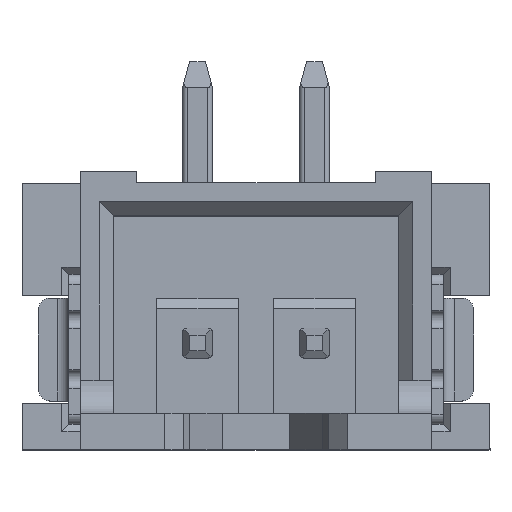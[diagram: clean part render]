
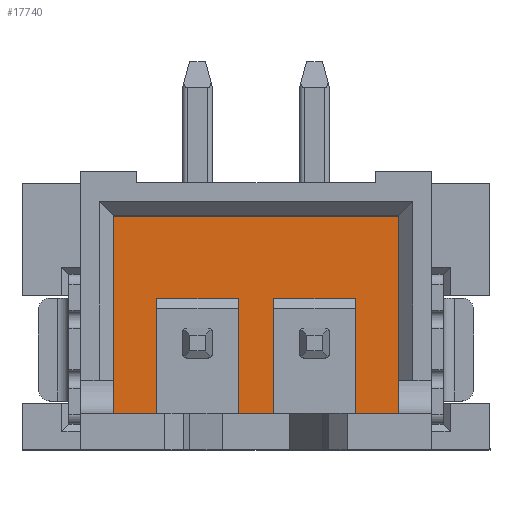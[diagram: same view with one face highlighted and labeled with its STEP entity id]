
A CAD part, top view. The second image highlights one B-rep face of the part: STEP entity #17740.
In plain terms, the highlighted planar face has unit normal (0, 0, 1).
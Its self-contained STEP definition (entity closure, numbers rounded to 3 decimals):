
#737 = CARTESIAN_POINT ( 'NONE',  ( -2.125, 0.255, 3. ) ) ;
#807 = EDGE_CURVE ( 'NONE', #11223, #3475, #10562, .T. ) ;
#890 = VERTEX_POINT ( 'NONE', #2605 ) ;
#1149 = CARTESIAN_POINT ( 'NONE',  ( -3.05, 2.025, 3. ) ) ;
#1173 = EDGE_LOOP ( 'NONE', ( #4481, #11714, #11448, #8994, #9846, #10576, #6209, #7357, #9389, #11249, #15451, #19202 ) ) ;
#1274 = VERTEX_POINT ( 'NONE', #9093 ) ;
#1788 = DIRECTION ( 'NONE',  ( 0., 1., 0. ) ) ;
#1860 = LINE ( 'NONE', #3675, #21105 ) ;
#2147 = LINE ( 'NONE', #3864, #18411 ) ;
#2208 = DIRECTION ( 'NONE',  ( 1., 0., 0. ) ) ;
#2321 = FACE_OUTER_BOUND ( 'NONE', #1173, .T. ) ;
#2605 = CARTESIAN_POINT ( 'NONE',  ( 3.05, -2.195, 3. ) ) ;
#2630 = LINE ( 'NONE', #20383, #5541 ) ;
#2716 = LINE ( 'NONE', #9236, #5694 ) ;
#2776 = EDGE_CURVE ( 'NONE', #11223, #19891, #1860, .T. ) ;
#3475 = VERTEX_POINT ( 'NONE', #16227 ) ;
#3506 = DIRECTION ( 'NONE',  ( 0., -1., 0. ) ) ;
#3646 = VECTOR ( 'NONE', #14310, 1000. ) ;
#3675 = CARTESIAN_POINT ( 'NONE',  ( -0.375, 0.255, 3. ) ) ;
#3747 = LINE ( 'NONE', #737, #12780 ) ;
#3864 = CARTESIAN_POINT ( 'NONE',  ( -2.125, 0.255, 3. ) ) ;
#3921 = DIRECTION ( 'NONE',  ( 0., 0., 1. ) ) ;
#4481 = ORIENTED_EDGE ( 'NONE', *, *, #807, .T. ) ;
#4868 = VERTEX_POINT ( 'NONE', #5975 ) ;
#5125 = EDGE_CURVE ( 'NONE', #890, #10491, #9634, .T. ) ;
#5386 = CARTESIAN_POINT ( 'NONE',  ( 0., 0., 3. ) ) ;
#5541 = VECTOR ( 'NONE', #9142, 1000. ) ;
#5572 = DIRECTION ( 'NONE',  ( -1., 0., 0. ) ) ;
#5694 = VECTOR ( 'NONE', #12537, 1000. ) ;
#5975 = CARTESIAN_POINT ( 'NONE',  ( 0.375, 0.255, 3. ) ) ;
#6033 = VECTOR ( 'NONE', #14265, 1000. ) ;
#6209 = ORIENTED_EDGE ( 'NONE', *, *, #16176, .T. ) ;
#6408 = CARTESIAN_POINT ( 'NONE',  ( 2.125, -2.195, 3. ) ) ;
#6936 = CARTESIAN_POINT ( 'NONE',  ( -0.375, 0.255, 3. ) ) ;
#7319 = VECTOR ( 'NONE', #18442, 1000. ) ;
#7357 = ORIENTED_EDGE ( 'NONE', *, *, #9077, .T. ) ;
#7597 = DIRECTION ( 'NONE',  ( 1., 0., 0. ) ) ;
#7798 = CARTESIAN_POINT ( 'NONE',  ( 3.05, 2.025, 3. ) ) ;
#7806 = CARTESIAN_POINT ( 'NONE',  ( -3.05, -2.195, 3. ) ) ;
#7906 = VERTEX_POINT ( 'NONE', #6408 ) ;
#8474 = LINE ( 'NONE', #13488, #7319 ) ;
#8671 = DIRECTION ( 'NONE',  ( -1., 0., 0. ) ) ;
#8827 = VECTOR ( 'NONE', #1788, 1000. ) ;
#8994 = ORIENTED_EDGE ( 'NONE', *, *, #17689, .F. ) ;
#9077 = EDGE_CURVE ( 'NONE', #11514, #1274, #16578, .T. ) ;
#9093 = CARTESIAN_POINT ( 'NONE',  ( -3.05, -2.195, 3. ) ) ;
#9142 = DIRECTION ( 'NONE',  ( 0., -1., 0. ) ) ;
#9236 = CARTESIAN_POINT ( 'NONE',  ( -3.05, 2.025, 3. ) ) ;
#9389 = ORIENTED_EDGE ( 'NONE', *, *, #16461, .T. ) ;
#9634 = LINE ( 'NONE', #7798, #3646 ) ;
#9845 = VECTOR ( 'NONE', #7597, 1000. ) ;
#9846 = ORIENTED_EDGE ( 'NONE', *, *, #12254, .T. ) ;
#9994 = CARTESIAN_POINT ( 'NONE',  ( -2.125, -2.195, 3. ) ) ;
#10187 = EDGE_CURVE ( 'NONE', #4868, #3475, #2630, .T. ) ;
#10491 = VERTEX_POINT ( 'NONE', #12531 ) ;
#10562 = LINE ( 'NONE', #20504, #6033 ) ;
#10576 = ORIENTED_EDGE ( 'NONE', *, *, #5125, .T. ) ;
#10634 = CARTESIAN_POINT ( 'NONE',  ( 2.125, 0.255, 3. ) ) ;
#11223 = VERTEX_POINT ( 'NONE', #20473 ) ;
#11249 = ORIENTED_EDGE ( 'NONE', *, *, #14167, .F. ) ;
#11448 = ORIENTED_EDGE ( 'NONE', *, *, #17908, .F. ) ;
#11514 = VERTEX_POINT ( 'NONE', #1149 ) ;
#11714 = ORIENTED_EDGE ( 'NONE', *, *, #10187, .F. ) ;
#11798 = CARTESIAN_POINT ( 'NONE',  ( 0.375, 0.255, 3. ) ) ;
#12200 = VERTEX_POINT ( 'NONE', #9994 ) ;
#12254 = EDGE_CURVE ( 'NONE', #7906, #890, #8474, .T. ) ;
#12531 = CARTESIAN_POINT ( 'NONE',  ( 3.05, 2.025, 3. ) ) ;
#12537 = DIRECTION ( 'NONE',  ( -1., 0., 0. ) ) ;
#12780 = VECTOR ( 'NONE', #16912, 1000. ) ;
#12910 = AXIS2_PLACEMENT_3D ( 'NONE', #5386, #3921, #2208 ) ;
#13488 = CARTESIAN_POINT ( 'NONE',  ( -3.05, -2.195, 3. ) ) ;
#14006 = LINE ( 'NONE', #7806, #9845 ) ;
#14167 = EDGE_CURVE ( 'NONE', #18261, #12200, #3747, .T. ) ;
#14265 = DIRECTION ( 'NONE',  ( 1., 0., 0. ) ) ;
#14310 = DIRECTION ( 'NONE',  ( 0., 1., 0. ) ) ;
#14923 = CARTESIAN_POINT ( 'NONE',  ( 2.125, 0.255, 3. ) ) ;
#15000 = LINE ( 'NONE', #11798, #18068 ) ;
#15208 = DIRECTION ( 'NONE',  ( 0., 1., 0. ) ) ;
#15247 = CARTESIAN_POINT ( 'NONE',  ( -3.05, 2.025, 3. ) ) ;
#15451 = ORIENTED_EDGE ( 'NONE', *, *, #16334, .F. ) ;
#15759 = CARTESIAN_POINT ( 'NONE',  ( -2.125, 0.255, 3. ) ) ;
#16176 = EDGE_CURVE ( 'NONE', #10491, #11514, #2716, .T. ) ;
#16227 = CARTESIAN_POINT ( 'NONE',  ( 0.375, -2.195, 3. ) ) ;
#16334 = EDGE_CURVE ( 'NONE', #19891, #18261, #2147, .T. ) ;
#16461 = EDGE_CURVE ( 'NONE', #1274, #12200, #14006, .T. ) ;
#16474 = LINE ( 'NONE', #14923, #8827 ) ;
#16578 = LINE ( 'NONE', #15247, #16613 ) ;
#16613 = VECTOR ( 'NONE', #3506, 1000. ) ;
#16876 = PLANE ( 'NONE',  #12910 ) ;
#16912 = DIRECTION ( 'NONE',  ( 0., -1., 0. ) ) ;
#17689 = EDGE_CURVE ( 'NONE', #7906, #20974, #16474, .T. ) ;
#17740 = ADVANCED_FACE ( 'NONE', ( #2321 ), #16876, .T. ) ;
#17908 = EDGE_CURVE ( 'NONE', #20974, #4868, #15000, .T. ) ;
#18068 = VECTOR ( 'NONE', #5572, 1000. ) ;
#18261 = VERTEX_POINT ( 'NONE', #15759 ) ;
#18411 = VECTOR ( 'NONE', #8671, 1000. ) ;
#18442 = DIRECTION ( 'NONE',  ( 1., 0., 0. ) ) ;
#19202 = ORIENTED_EDGE ( 'NONE', *, *, #2776, .F. ) ;
#19891 = VERTEX_POINT ( 'NONE', #6936 ) ;
#20383 = CARTESIAN_POINT ( 'NONE',  ( 0.375, 0.255, 3. ) ) ;
#20473 = CARTESIAN_POINT ( 'NONE',  ( -0.375, -2.195, 3. ) ) ;
#20504 = CARTESIAN_POINT ( 'NONE',  ( -3.05, -2.195, 3. ) ) ;
#20974 = VERTEX_POINT ( 'NONE', #10634 ) ;
#21105 = VECTOR ( 'NONE', #15208, 1000. ) ;
